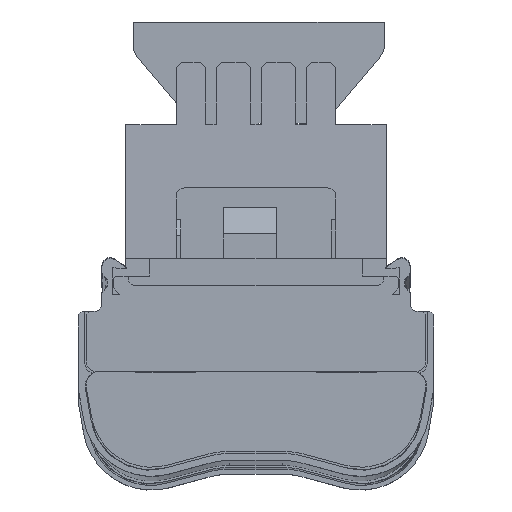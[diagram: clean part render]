
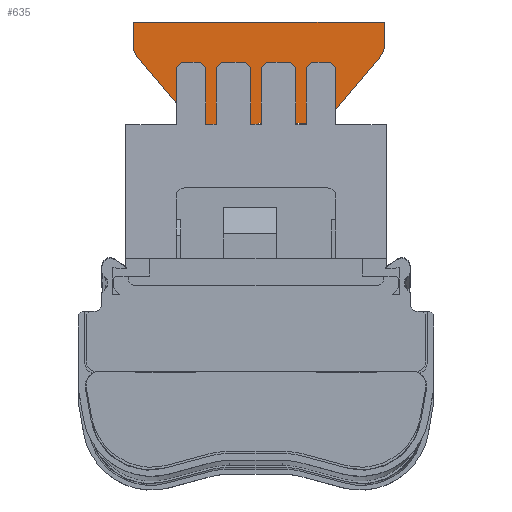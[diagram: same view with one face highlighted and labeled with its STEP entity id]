
A CAD part, top view. The second image highlights one B-rep face of the part: STEP entity #635.
In plain terms, the highlighted planar face has unit normal (0, 0, 1).
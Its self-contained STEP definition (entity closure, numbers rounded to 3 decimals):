
#635=ADVANCED_FACE('',(#1274),#938,.F.);
#938=PLANE('',#7996);
#1274=FACE_OUTER_BOUND('',#1651,.T.);
#1651=EDGE_LOOP('',(#3374,#3375,#3376,#3377,#3378,#3379,#3380,#3381,#3382,
#3383,#3384,#3385,#3386,#3387,#3388,#3389,#3390,#3391,#3392,#3393,#3394,
#3395,#3396));
#3374=ORIENTED_EDGE('',*,*,#5554,.F.);
#3375=ORIENTED_EDGE('',*,*,#4690,.F.);
#3376=ORIENTED_EDGE('',*,*,#5399,.T.);
#3377=ORIENTED_EDGE('',*,*,#5378,.T.);
#3378=ORIENTED_EDGE('',*,*,#5384,.T.);
#3379=ORIENTED_EDGE('',*,*,#5372,.T.);
#3380=ORIENTED_EDGE('',*,*,#5405,.T.);
#3381=ORIENTED_EDGE('',*,*,#5386,.T.);
#3382=ORIENTED_EDGE('',*,*,#5392,.T.);
#3383=ORIENTED_EDGE('',*,*,#5552,.F.);
#3384=ORIENTED_EDGE('',*,*,#5555,.T.);
#3385=ORIENTED_EDGE('',*,*,#4694,.F.);
#3386=ORIENTED_EDGE('',*,*,#5556,.T.);
#3387=ORIENTED_EDGE('',*,*,#5544,.F.);
#3388=ORIENTED_EDGE('',*,*,#5557,.T.);
#3389=ORIENTED_EDGE('',*,*,#5558,.T.);
#3390=ORIENTED_EDGE('',*,*,#5559,.T.);
#3391=ORIENTED_EDGE('',*,*,#5560,.T.);
#3392=ORIENTED_EDGE('',*,*,#5561,.T.);
#3393=ORIENTED_EDGE('',*,*,#5562,.T.);
#3394=ORIENTED_EDGE('',*,*,#5563,.T.);
#3395=ORIENTED_EDGE('',*,*,#5564,.F.);
#3396=ORIENTED_EDGE('',*,*,#5565,.F.);
#3960=VERTEX_POINT('',#10204);
#3961=VERTEX_POINT('',#10205);
#3964=VERTEX_POINT('',#10213);
#3965=VERTEX_POINT('',#10214);
#4430=VERTEX_POINT('',#11583);
#4431=VERTEX_POINT('',#11584);
#4436=VERTEX_POINT('',#11596);
#4437=VERTEX_POINT('',#11597);
#4442=VERTEX_POINT('',#11612);
#4443=VERTEX_POINT('',#11613);
#4448=VERTEX_POINT('',#11625);
#4524=VERTEX_POINT('',#11820);
#4545=VERTEX_POINT('',#11916);
#4546=VERTEX_POINT('',#11936);
#4548=VERTEX_POINT('',#11942);
#4549=VERTEX_POINT('',#11946);
#4550=VERTEX_POINT('',#11948);
#4551=VERTEX_POINT('',#11950);
#4552=VERTEX_POINT('',#11952);
#4553=VERTEX_POINT('',#11954);
#4554=VERTEX_POINT('',#11956);
#4555=VERTEX_POINT('',#11958);
#4556=VERTEX_POINT('',#11960);
#4690=EDGE_CURVE('',#3960,#3961,#5795,.T.);
#4694=EDGE_CURVE('',#3964,#3965,#5799,.T.);
#5372=EDGE_CURVE('',#4430,#4431,#6315,.T.);
#5378=EDGE_CURVE('',#4436,#4437,#6321,.T.);
#5384=EDGE_CURVE('',#4437,#4430,#6327,.T.);
#5386=EDGE_CURVE('',#4442,#4443,#6329,.T.);
#5392=EDGE_CURVE('',#4443,#4448,#6335,.T.);
#5399=EDGE_CURVE('',#3960,#4436,#6342,.T.);
#5405=EDGE_CURVE('',#4431,#4442,#6348,.T.);
#5544=EDGE_CURVE('',#4545,#4524,#6487,.T.);
#5552=EDGE_CURVE('',#4546,#4448,#6495,.T.);
#5554=EDGE_CURVE('',#3961,#4548,#6497,.T.);
#5555=EDGE_CURVE('',#4546,#3965,#6498,.T.);
#5556=EDGE_CURVE('',#3964,#4524,#6499,.T.);
#5557=EDGE_CURVE('',#4545,#4549,#6500,.T.);
#5558=EDGE_CURVE('',#4549,#4550,#6501,.T.);
#5559=EDGE_CURVE('',#4550,#4551,#6502,.T.);
#5560=EDGE_CURVE('',#4551,#4552,#6503,.T.);
#5561=EDGE_CURVE('',#4552,#4553,#6504,.T.);
#5562=EDGE_CURVE('',#4553,#4554,#6505,.T.);
#5563=EDGE_CURVE('',#4554,#4555,#6506,.T.);
#5564=EDGE_CURVE('',#4556,#4555,#6507,.T.);
#5565=EDGE_CURVE('',#4548,#4556,#6508,.T.);
#5795=LINE('',#10203,#6680);
#5799=LINE('',#10212,#6684);
#6315=LINE('',#11582,#7200);
#6321=LINE('',#11595,#7206);
#6327=LINE('',#11608,#7212);
#6329=LINE('',#11611,#7214);
#6335=LINE('',#11624,#7220);
#6342=LINE('',#11638,#7227);
#6348=LINE('',#11649,#7233);
#6487=LINE('',#11917,#7372);
#6495=LINE('',#11938,#7380);
#6497=LINE('',#11941,#7382);
#6498=LINE('',#11943,#7383);
#6499=LINE('',#11944,#7384);
#6500=LINE('',#11945,#7385);
#6501=LINE('',#11947,#7386);
#6502=LINE('',#11949,#7387);
#6503=LINE('',#11951,#7388);
#6504=LINE('',#11953,#7389);
#6505=LINE('',#11955,#7390);
#6506=LINE('',#11957,#7391);
#6507=LINE('',#11959,#7392);
#6508=LINE('',#11961,#7393);
#6680=VECTOR('',#8151,1.);
#6684=VECTOR('',#8157,1.);
#7200=VECTOR('',#9413,1.);
#7206=VECTOR('',#9421,1.);
#7212=VECTOR('',#9429,1.);
#7214=VECTOR('',#9433,1.);
#7220=VECTOR('',#9441,1.);
#7227=VECTOR('',#9450,1.);
#7233=VECTOR('',#9458,1.);
#7372=VECTOR('',#9679,1.);
#7380=VECTOR('',#9709,1.);
#7382=VECTOR('',#9713,1.);
#7383=VECTOR('',#9714,1.);
#7384=VECTOR('',#9715,1.);
#7385=VECTOR('',#9716,1.);
#7386=VECTOR('',#9717,1.);
#7387=VECTOR('',#9718,1.);
#7388=VECTOR('',#9719,1.);
#7389=VECTOR('',#9720,1.);
#7390=VECTOR('',#9721,1.);
#7391=VECTOR('',#9722,1.);
#7392=VECTOR('',#9723,1.);
#7393=VECTOR('',#9724,1.);
#7996=AXIS2_PLACEMENT_3D('',#11962,#9725,#9726);
#8151=DIRECTION('',(-0.342,0.94,0.));
#8157=DIRECTION('',(-1.,0.,0.));
#9413=DIRECTION('',(0.,1.,0.));
#9421=DIRECTION('',(0.,-1.,0.));
#9429=DIRECTION('',(1.,0.,0.));
#9433=DIRECTION('',(0.,-1.,0.));
#9441=DIRECTION('',(1.,0.,0.));
#9450=DIRECTION('',(1.,0.,0.));
#9458=DIRECTION('',(1.,0.,0.));
#9679=DIRECTION('',(-1.,0.,0.));
#9709=DIRECTION('',(0.,-1.,0.));
#9713=DIRECTION('',(-0.643,0.766,0.));
#9714=DIRECTION('',(1.,0.,0.));
#9715=DIRECTION('',(1.,0.,0.));
#9716=DIRECTION('',(0.,1.,0.));
#9717=DIRECTION('',(0.342,0.94,0.));
#9718=DIRECTION('',(0.643,0.766,0.));
#9719=DIRECTION('',(0.342,0.94,0.));
#9720=DIRECTION('',(0.,1.,0.));
#9721=DIRECTION('',(-1.,0.,0.));
#9722=DIRECTION('',(-1.,0.,0.));
#9723=DIRECTION('',(0.,1.,0.));
#9724=DIRECTION('',(-0.342,0.94,0.));
#9725=DIRECTION('',(0.,0.,-1.));
#9726=DIRECTION('',(-1.,0.,0.));
#10203=CARTESIAN_POINT('',(-13.363,36.998,-444.65));
#10204=CARTESIAN_POINT('',(-13.472,37.3,-444.65));
#10205=CARTESIAN_POINT('',(-14.765,40.852,-444.65));
#10212=CARTESIAN_POINT('',(0.519,37.3,-444.65));
#10213=CARTESIAN_POINT('',(7.5,37.3,-444.65));
#10214=CARTESIAN_POINT('',(1.,37.3,-444.65));
#11582=CARTESIAN_POINT('',(-7.5,48.8,-444.65));
#11583=CARTESIAN_POINT('',(-7.5,37.1,-444.65));
#11584=CARTESIAN_POINT('',(-7.5,37.3,-444.65));
#11595=CARTESIAN_POINT('',(-9.5,48.8,-444.65));
#11596=CARTESIAN_POINT('',(-9.5,37.3,-444.65));
#11597=CARTESIAN_POINT('',(-9.5,37.1,-444.65));
#11608=CARTESIAN_POINT('',(-9.5,37.1,-444.65));
#11611=CARTESIAN_POINT('',(-1.,48.8,-444.65));
#11612=CARTESIAN_POINT('',(-1.,37.3,-444.65));
#11613=CARTESIAN_POINT('',(-1.,37.1,-444.65));
#11624=CARTESIAN_POINT('',(-1.,37.1,-444.65));
#11625=CARTESIAN_POINT('',(0.519,37.1,-444.65));
#11638=CARTESIAN_POINT('',(-20.,37.3,-444.65));
#11649=CARTESIAN_POINT('',(-20.,37.3,-444.65));
#11820=CARTESIAN_POINT('',(9.5,37.3,-444.65));
#11916=CARTESIAN_POINT('',(14.4,37.3,-444.65));
#11917=CARTESIAN_POINT('',(0.519,37.3,-444.65));
#11936=CARTESIAN_POINT('',(0.519,37.3,-444.65));
#11938=CARTESIAN_POINT('',(0.519,54.4,-444.65));
#11941=CARTESIAN_POINT('',(-13.48,39.32,-444.65));
#11942=CARTESIAN_POINT('',(-22.762,50.382,-444.65));
#11943=CARTESIAN_POINT('',(0.519,37.3,-444.65));
#11944=CARTESIAN_POINT('',(0.519,37.3,-444.65));
#11945=CARTESIAN_POINT('',(14.4,37.3,-444.65));
#11946=CARTESIAN_POINT('',(14.4,38.998,-444.65));
#11947=CARTESIAN_POINT('',(14.4,38.998,-444.65));
#11948=CARTESIAN_POINT('',(14.517,39.32,-444.65));
#11949=CARTESIAN_POINT('',(14.517,39.32,-444.65));
#11950=CARTESIAN_POINT('',(23.799,50.382,-444.65));
#11951=CARTESIAN_POINT('',(23.799,50.382,-444.65));
#11952=CARTESIAN_POINT('',(24.15,51.346,-444.65));
#11953=CARTESIAN_POINT('',(24.15,51.346,-444.65));
#11954=CARTESIAN_POINT('',(24.15,56.4,-444.65));
#11955=CARTESIAN_POINT('',(24.15,56.4,-444.65));
#11956=CARTESIAN_POINT('',(0.519,56.4,-444.65));
#11957=CARTESIAN_POINT('',(-23.113,56.4,-444.65));
#11958=CARTESIAN_POINT('',(-23.113,56.4,-444.65));
#11959=CARTESIAN_POINT('',(-23.113,51.346,-444.65));
#11960=CARTESIAN_POINT('',(-23.113,51.346,-444.65));
#11961=CARTESIAN_POINT('',(-22.762,50.382,-444.65));
#11962=CARTESIAN_POINT('',(0.,0.,
-444.65));
